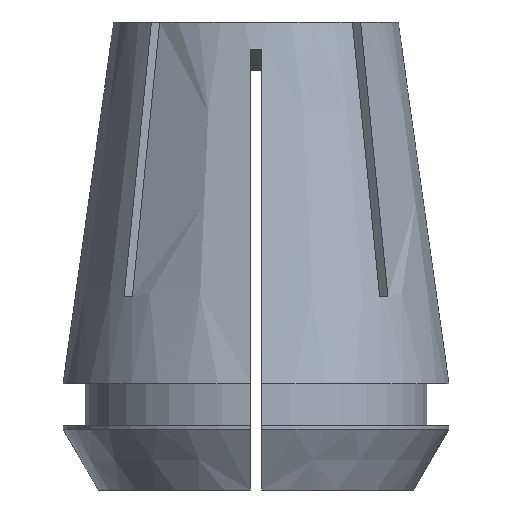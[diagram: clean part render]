
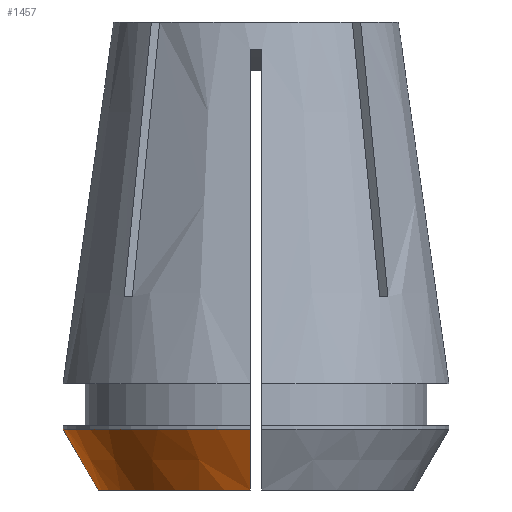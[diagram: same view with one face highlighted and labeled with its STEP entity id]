
A CAD part, front view. The second image highlights one B-rep face of the part: STEP entity #1457.
In plain terms, the highlighted conical face has half-angle 30 degrees and reference radius 13.499 mm.
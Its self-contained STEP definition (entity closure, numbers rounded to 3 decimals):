
#63 = CARTESIAN_POINT ( 'NONE',  ( -15.951, -0.5, -35.74 ) ) ;
#76 = ORIENTED_EDGE ( 'NONE', *, *, #620, .T. ) ;
#83 = VERTEX_POINT ( 'NONE', #765 ) ;
#86 = DIRECTION ( 'NONE',  ( 1., 0., 0. ) ) ;
#247 = CARTESIAN_POINT ( 'NONE',  ( 0., 0., -34.803 ) ) ;
#266 = DIRECTION ( 'NONE',  ( 0., 0., 1. ) ) ;
#271 = B_SPLINE_CURVE_WITH_KNOTS ( 'NONE', 3,
 ( #2812, #1618, #2309, #907, #965, #63, #484 ),
 .UNSPECIFIED., .F., .F.,
 ( 4, 3, 4 ),
 ( 0.017, 0.02, 0.023 ),
 .UNSPECIFIED. ) ;
#295 = CIRCLE ( 'NONE', #1546, 13.499 ) ;
#333 = AXIS2_PLACEMENT_3D ( 'NONE', #247, #2734, #673 ) ;
#425 = CARTESIAN_POINT ( 'NONE',  ( -0.5, -16.492, -34.803 ) ) ;
#484 = CARTESIAN_POINT ( 'NONE',  ( -16.492, -0.5, -34.803 ) ) ;
#495 = DIRECTION ( 'NONE',  ( 1., 0., 0. ) ) ;
#511 = EDGE_CURVE ( 'NONE', #586, #2770, #295, .T. ) ;
#530 = EDGE_LOOP ( 'NONE', ( #2326, #1201, #76, #2506 ) ) ;
#542 = CARTESIAN_POINT ( 'NONE',  ( -13.49, -0.5, -40. ) ) ;
#586 = VERTEX_POINT ( 'NONE', #542 ) ;
#589 = CARTESIAN_POINT ( 'NONE',  ( -0.5, -13.49, -40. ) ) ;
#620 = EDGE_CURVE ( 'NONE', #2770, #1891, #1520, .T. ) ;
#673 = DIRECTION ( 'NONE',  ( 1., 0., 0. ) ) ;
#765 = CARTESIAN_POINT ( 'NONE',  ( -16.492, -0.5, -34.803 ) ) ;
#829 = EDGE_CURVE ( 'NONE', #83, #1891, #2455, .T. ) ;
#863 = DIRECTION ( 'NONE',  ( 0., 0., 1. ) ) ;
#907 = CARTESIAN_POINT ( 'NONE',  ( -14.868, -0.5, -37.614 ) ) ;
#965 = CARTESIAN_POINT ( 'NONE',  ( -15.41, -0.5, -36.677 ) ) ;
#992 = AXIS2_PLACEMENT_3D ( 'NONE', #2737, #266, #495 ) ;
#1201 = ORIENTED_EDGE ( 'NONE', *, *, #511, .T. ) ;
#1312 = CARTESIAN_POINT ( 'NONE',  ( -0.5, -13.95, -39.205 ) ) ;
#1457 = ADVANCED_FACE ( 'NONE', ( #2822 ), #2179, .T. ) ;
#1520 = B_SPLINE_CURVE_WITH_KNOTS ( 'NONE', 3,
 ( #589, #1312, #2205, #2836, #2164, #2462, #2367 ),
 .UNSPECIFIED., .F., .F.,
 ( 4, 3, 4 ),
 ( 0.017, 0.02, 0.023 ),
 .UNSPECIFIED. ) ;
#1546 = AXIS2_PLACEMENT_3D ( 'NONE', #2226, #863, #86 ) ;
#1618 = CARTESIAN_POINT ( 'NONE',  ( -13.95, -0.5, -39.205 ) ) ;
#1891 = VERTEX_POINT ( 'NONE', #425 ) ;
#2164 = CARTESIAN_POINT ( 'NONE',  ( -0.5, -15.41, -36.677 ) ) ;
#2179 = CONICAL_SURFACE ( 'NONE', #992, 13.499, 0.524 ) ;
#2205 = CARTESIAN_POINT ( 'NONE',  ( -0.5, -14.409, -38.41 ) ) ;
#2226 = CARTESIAN_POINT ( 'NONE',  ( 0., 0., -40. ) ) ;
#2309 = CARTESIAN_POINT ( 'NONE',  ( -14.409, -0.5, -38.41 ) ) ;
#2326 = ORIENTED_EDGE ( 'NONE', *, *, #2382, .F. ) ;
#2367 = CARTESIAN_POINT ( 'NONE',  ( -0.5, -16.492, -34.803 ) ) ;
#2382 = EDGE_CURVE ( 'NONE', #586, #83, #271, .T. ) ;
#2455 = CIRCLE ( 'NONE', #333, 16.5 ) ;
#2462 = CARTESIAN_POINT ( 'NONE',  ( -0.5, -15.951, -35.74 ) ) ;
#2506 = ORIENTED_EDGE ( 'NONE', *, *, #829, .F. ) ;
#2605 = CARTESIAN_POINT ( 'NONE',  ( -0.5, -13.49, -40. ) ) ;
#2734 = DIRECTION ( 'NONE',  ( 0., 0., 1. ) ) ;
#2737 = CARTESIAN_POINT ( 'NONE',  ( 0., 0., -40. ) ) ;
#2770 = VERTEX_POINT ( 'NONE', #2605 ) ;
#2812 = CARTESIAN_POINT ( 'NONE',  ( -13.49, -0.5, -40. ) ) ;
#2822 = FACE_OUTER_BOUND ( 'NONE', #530, .T. ) ;
#2836 = CARTESIAN_POINT ( 'NONE',  ( -0.5, -14.868, -37.614 ) ) ;
